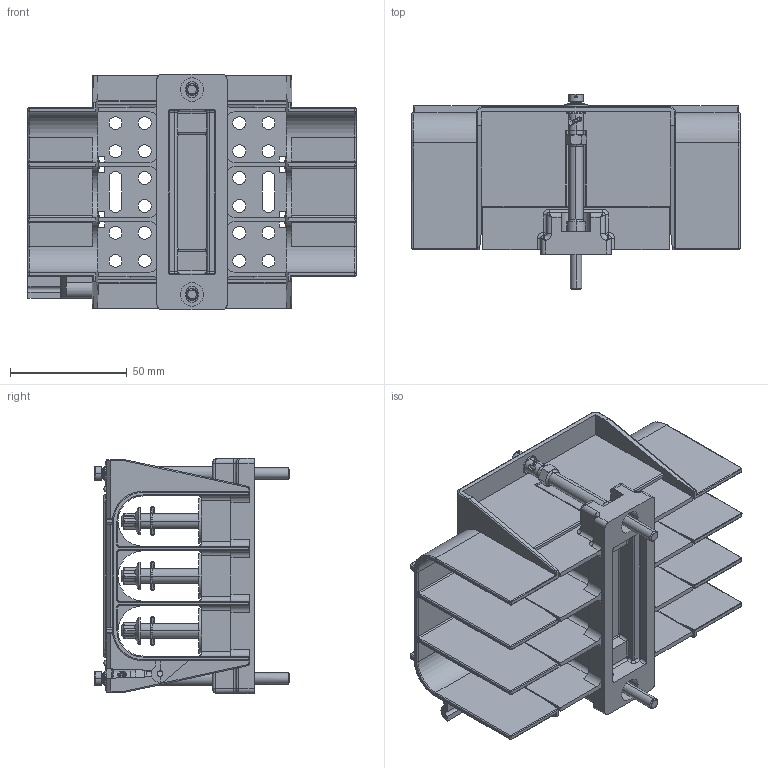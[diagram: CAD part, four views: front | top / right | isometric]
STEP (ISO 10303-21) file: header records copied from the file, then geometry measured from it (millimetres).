
FILE_DESCRIPTION((''),'2;1');
FILE_NAME('32426032003','2019-09-24T',('presta_be4'),(''),'PRO/ENGINEER BY PARAMETRIC TECHNOLOGY CORPORATION, 2014310','PRO/ENGINEER BY PARAMETRIC TECHNOLOGY CORPORATION, 2014310','');
FILE_SCHEMA(('CONFIG_CONTROL_DESIGN'));
Products named in the file (1): 32426032003
Bounding box: 140.4 x 83.34 x 100.7 mm (x, y, z)
Volume: 160677 mm3; surface area: 127379 mm2
Topology: 4 solids, 4 shells, 2576 faces, 7077 edges, 4576 vertices
Faces by surface type: plane 1663, cylinder 587, cone 150, torus 89, bspline 83, sphere 4
Entity records: 116383 total; most frequent: CARTESIAN_POINT 51716, ORIENTED_EDGE 14130, DIRECTION 12408, EDGE_CURVE 7065, VECTOR 5048, LINE 5048, VERTEX_POINT 4576, AXIS2_PLACEMENT_3D 3680
